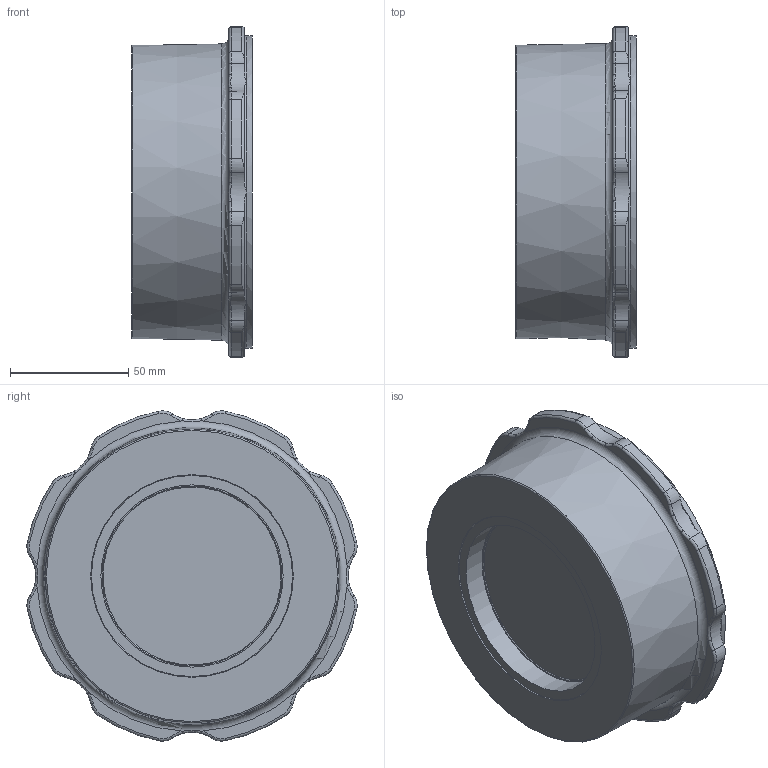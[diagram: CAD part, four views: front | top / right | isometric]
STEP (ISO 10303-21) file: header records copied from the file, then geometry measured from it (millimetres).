
FILE_DESCRIPTION((''),'2;1');
FILE_NAME('98200108.stp','2011-06-30T12:14:54',('frese'),(''),'Autodesk Inventor 2011','Autodesk Inventor 2011','');
FILE_SCHEMA(('AUTOMOTIVE_DESIGN { 1 0 10303 214 1 1 1 1 }'));
Length unit declared in the file: millimetre
Products named in the file (1): 98200108
Bounding box: 51 x 139.47 x 139.47 mm (x, y, z)
Volume: 255591.6 mm3; surface area: 78423.3 mm2
Topology: 1 solids, 4 shells, 203 faces, 510 edges, 319 vertices
Faces by surface type: plane 70, torus 59, cylinder 56, cone 10, bspline 8
Full cylindrical faces by diameter (mm): 4.917 x3, 5.9 x3, 6.3 x3, 8 x3, 77 x1, 88 x1, 110 x2, 119 x1, 132 x1
Entity records: 6402 total; most frequent: CARTESIAN_POINT 1476, DIRECTION 1082, ORIENTED_EDGE 920, AXIS2_PLACEMENT_3D 474, EDGE_CURVE 460, VERTEX_POINT 300, CIRCLE 278, EDGE_LOOP 250
